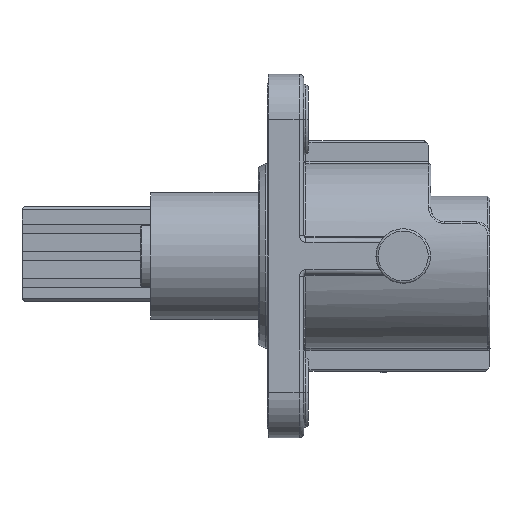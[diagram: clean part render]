
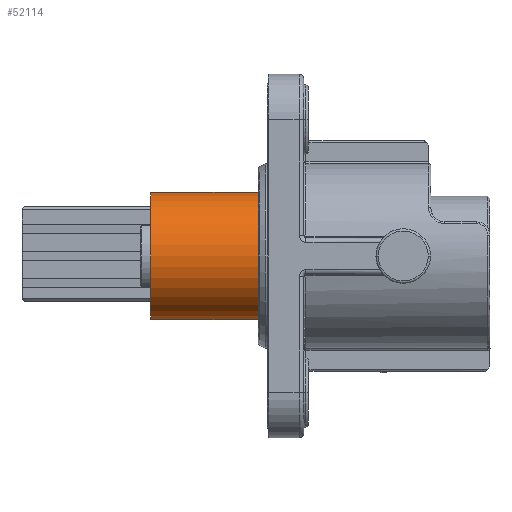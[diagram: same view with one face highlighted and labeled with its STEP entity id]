
A CAD part, left-side view. The second image highlights one B-rep face of the part: STEP entity #52114.
In plain terms, the highlighted cylindrical face has radius 14 mm (diameter 28 mm), a partial arc.
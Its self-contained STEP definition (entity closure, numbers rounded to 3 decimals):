
#12614=CARTESIAN_POINT('',(-17.,57.,0.));
#12615=DIRECTION('',(0.,1.,0.));
#12616=DIRECTION('',(0.866,0.,-0.5));
#12617=AXIS2_PLACEMENT_3D('',#12614,#12615,#12616);
#12619=CARTESIAN_POINT('',(-17.,57.,0.));
#12620=DIRECTION('',(0.,1.,0.));
#12621=DIRECTION('',(-1.,0.,0.));
#12622=AXIS2_PLACEMENT_3D('',#12619,#12620,#12621);
#12662=CARTESIAN_POINT('',(-17.,82.7,0.));
#12663=DIRECTION('',(0.,-1.,0.));
#12664=DIRECTION('',(0.866,0.,0.5));
#12665=AXIS2_PLACEMENT_3D('',#12662,#12663,#12664);
#12667=CARTESIAN_POINT('',(-17.,82.7,0.));
#12668=DIRECTION('',(0.,-1.,0.));
#12669=DIRECTION('',(-1.,0.,0.));
#12670=AXIS2_PLACEMENT_3D('',#12667,#12668,#12669);
#12772=DIRECTION('',(0.,-1.,0.));
#12773=VECTOR('',#12772,25.7);
#12774=CARTESIAN_POINT('',(-4.876,82.7,7.));
#12775=LINE('',#12774,#12773);
#12776=DIRECTION('',(0.,1.,0.));
#12777=VECTOR('',#12776,25.7);
#12778=CARTESIAN_POINT('',(-4.876,57.,-7.));
#12779=LINE('',#12778,#12777);
#28704=CARTESIAN_POINT('',(-4.876,57.,7.));
#28705=VERTEX_POINT('',#28704);
#28706=CARTESIAN_POINT('',(-4.876,82.7,7.));
#28707=VERTEX_POINT('',#28706);
#28718=CARTESIAN_POINT('',(-31.,82.7,0.));
#28719=CARTESIAN_POINT('',(-4.876,82.7,-7.));
#28720=VERTEX_POINT('',#28718);
#28721=VERTEX_POINT('',#28719);
#28795=CARTESIAN_POINT('',(-31.,57.,0.));
#28796=VERTEX_POINT('',#28795);
#28797=CARTESIAN_POINT('',(-4.876,57.,-7.));
#28798=VERTEX_POINT('',#28797);
#52100=CARTESIAN_POINT('',(-17.,57.,0.));
#52101=DIRECTION('',(0.,-1.,0.));
#52102=DIRECTION('',(-1.,0.,0.));
#52103=AXIS2_PLACEMENT_3D('',#52100,#52101,#52102);
#52104=CYLINDRICAL_SURFACE('',#52103,14.);
#52105=ORIENTED_EDGE('',*,*,#52051,.F.);
#52106=ORIENTED_EDGE('',*,*,#52049,.F.);
#52107=ORIENTED_EDGE('',*,*,#52020,.T.);
#52108=ORIENTED_EDGE('',*,*,#51977,.F.);
#52109=ORIENTED_EDGE('',*,*,#51975,.F.);
#52111=ORIENTED_EDGE('',*,*,#52110,.T.);
#52112=EDGE_LOOP('',(#52105,#52106,#52107,#52108,#52109,#52111));
#52113=FACE_OUTER_BOUND('',#52112,.F.);
#52114=ADVANCED_FACE('',(#52113),#52104,.T.);
#12618=CIRCLE('',#12617,14.);
#12623=CIRCLE('',#12622,14.);
#12666=CIRCLE('',#12665,14.);
#12671=CIRCLE('',#12670,14.);
#51975=EDGE_CURVE('',#28798,#28796,#12618,.T.);
#51977=EDGE_CURVE('',#28796,#28705,#12623,.T.);
#52020=EDGE_CURVE('',#28707,#28705,#12775,.T.);
#52049=EDGE_CURVE('',#28707,#28720,#12666,.T.);
#52051=EDGE_CURVE('',#28720,#28721,#12671,.T.);
#52110=EDGE_CURVE('',#28798,#28721,#12779,.T.);
